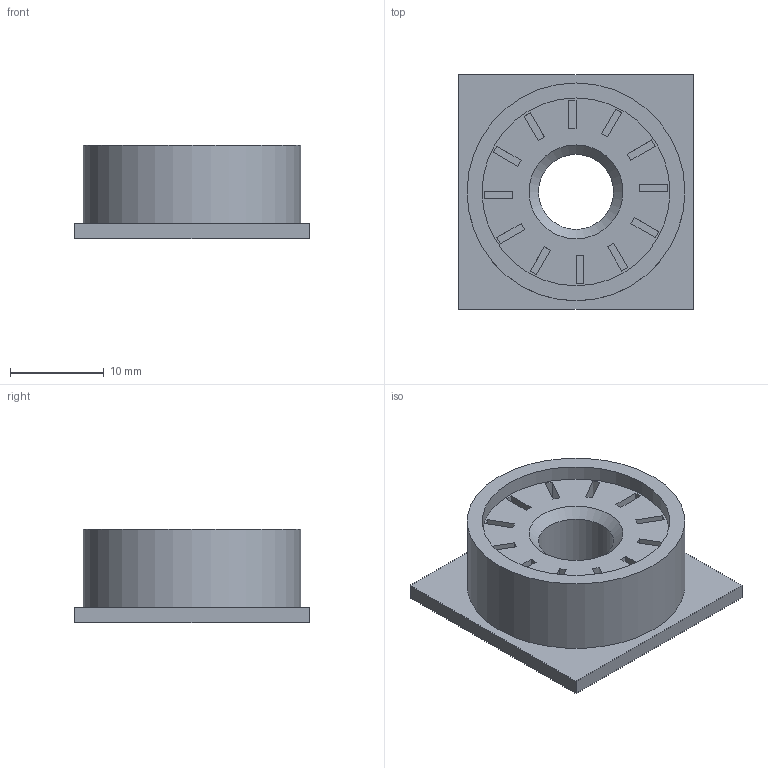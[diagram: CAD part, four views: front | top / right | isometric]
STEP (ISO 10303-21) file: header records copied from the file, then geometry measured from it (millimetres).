
FILE_DESCRIPTION(/* description */ (''),/* implementation_level */ '2;1');
FILE_NAME(/* name */ 'T-Nut Mounting Positive.step',/* time_stamp */ '2025-09-10T16:27:43-07:00',/* author */ (''),/* organization */ (''),/* preprocessor_version */ 'ST-DEVELOPER v20.1',/* originating_system */ 'Autodesk Translation Framework v14.10.0.0',/* authorisation */ '');
FILE_SCHEMA (('AUTOMOTIVE_DESIGN { 1 0 10303 214 3 1 1 }'));
Length unit declared in the file: millimetre
Products named in the file (1): T-Nut Mounting
Bounding box: 25 x 25 x 10 mm (x, y, z)
Volume: 3493.7 mm3; surface area: 2615.9 mm2
Topology: 1 solids, 1 shells, 72 faces, 167 edges, 111 vertices
Faces by surface type: plane 68, cylinder 3, cone 1
Full cylindrical faces by diameter (mm): 8 x1, 20 x1, 23.2 x1
Entity records: 2047 total; most frequent: CARTESIAN_POINT 351, ORIENTED_EDGE 334, DIRECTION 320, EDGE_CURVE 167, LINE 160, VECTOR 160, VERTEX_POINT 111, EDGE_LOOP 88
